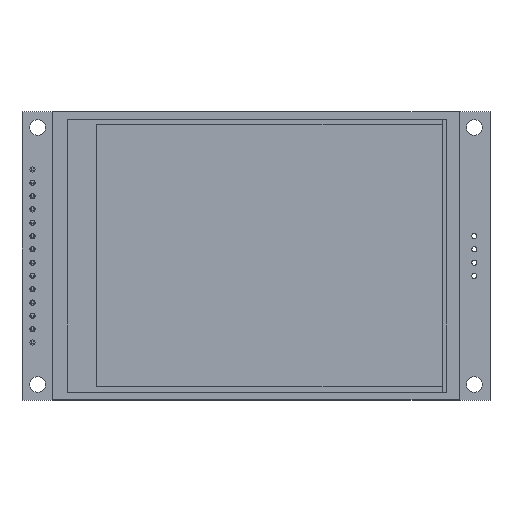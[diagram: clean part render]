
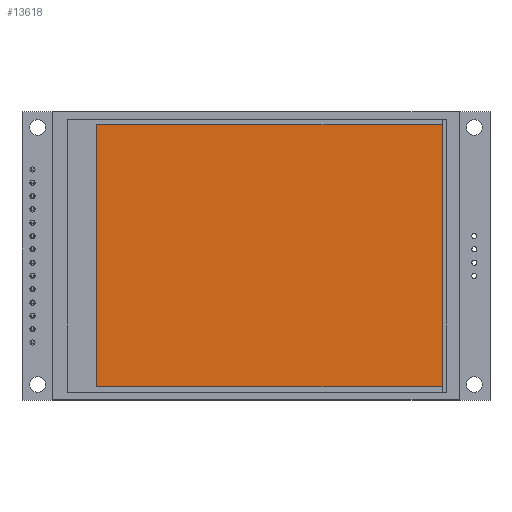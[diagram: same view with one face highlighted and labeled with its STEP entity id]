
A CAD part, top view. The second image highlights one B-rep face of the part: STEP entity #13618.
In plain terms, the highlighted planar face has unit normal (0, 0, 1).
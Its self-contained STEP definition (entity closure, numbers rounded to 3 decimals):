
#527 = ORIENTED_EDGE ( 'NONE', *, *, #2481, .T. ) ;
#903 = VERTEX_POINT ( 'NONE', #22681 ) ;
#2473 = VERTEX_POINT ( 'NONE', #6013 ) ;
#2481 = EDGE_CURVE ( 'NONE', #21905, #2473, #14777, .T. ) ;
#2761 = LINE ( 'NONE', #27475, #12615 ) ;
#3369 = VERTEX_POINT ( 'NONE', #24886 ) ;
#3433 = AXIS2_PLACEMENT_3D ( 'NONE', #31777, #9958, #13021 ) ;
#3479 = EDGE_CURVE ( 'NONE', #3369, #903, #2761, .T. ) ;
#6013 = CARTESIAN_POINT ( 'NONE',  ( 33., -25., 1. ) ) ;
#8028 = VECTOR ( 'NONE', #15739, 1000. ) ;
#8455 = DIRECTION ( 'NONE',  ( -1., 0., 0. ) ) ;
#9958 = DIRECTION ( 'NONE',  ( 0., 0., 1. ) ) ;
#11254 = ORIENTED_EDGE ( 'NONE', *, *, #19709, .T. ) ;
#11678 = DIRECTION ( 'NONE',  ( 1., 0., 0. ) ) ;
#12089 = CARTESIAN_POINT ( 'NONE',  ( -33., -25., 1. ) ) ;
#12615 = VECTOR ( 'NONE', #8455, 1000. ) ;
#13021 = DIRECTION ( 'NONE',  ( 1., 0., 0. ) ) ;
#13558 = ORIENTED_EDGE ( 'NONE', *, *, #3479, .T. ) ;
#13618 = ADVANCED_FACE ( 'NONE', ( #28357 ), #37868, .T. ) ;
#14777 = LINE ( 'NONE', #14961, #21684 ) ;
#14961 = CARTESIAN_POINT ( 'NONE',  ( -33., -25., 1. ) ) ;
#15667 = LINE ( 'NONE', #36854, #35519 ) ;
#15739 = DIRECTION ( 'NONE',  ( 0., 1., 0. ) ) ;
#19604 = ORIENTED_EDGE ( 'NONE', *, *, #23725, .T. ) ;
#19709 = EDGE_CURVE ( 'NONE', #2473, #3369, #30855, .T. ) ;
#21684 = VECTOR ( 'NONE', #11678, 1000. ) ;
#21905 = VERTEX_POINT ( 'NONE', #12089 ) ;
#22681 = CARTESIAN_POINT ( 'NONE',  ( -33., 25., 1. ) ) ;
#23664 = EDGE_LOOP ( 'NONE', ( #19604, #527, #11254, #13558 ) ) ;
#23725 = EDGE_CURVE ( 'NONE', #903, #21905, #15667, .T. ) ;
#24596 = CARTESIAN_POINT ( 'NONE',  ( 33., 25., 1. ) ) ;
#24886 = CARTESIAN_POINT ( 'NONE',  ( 33., 25., 1. ) ) ;
#27475 = CARTESIAN_POINT ( 'NONE',  ( -33., 25., 1. ) ) ;
#27975 = DIRECTION ( 'NONE',  ( 0., -1., 0. ) ) ;
#28357 = FACE_OUTER_BOUND ( 'NONE', #23664, .T. ) ;
#30855 = LINE ( 'NONE', #24596, #8028 ) ;
#31777 = CARTESIAN_POINT ( 'NONE',  ( 0., 0., 1. ) ) ;
#35519 = VECTOR ( 'NONE', #27975, 1000. ) ;
#36854 = CARTESIAN_POINT ( 'NONE',  ( -33., 25., 1. ) ) ;
#37868 = PLANE ( 'NONE',  #3433 ) ;
